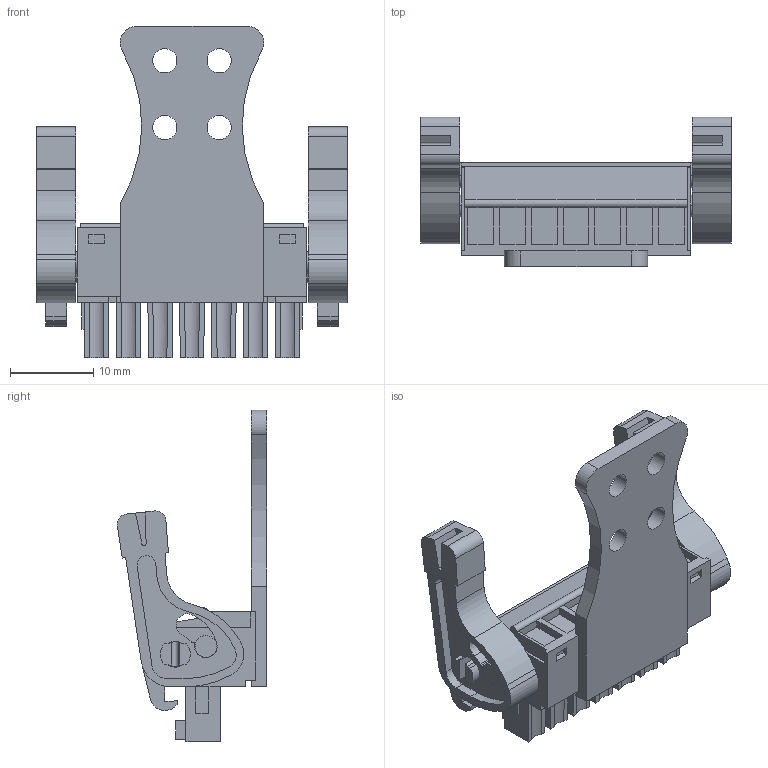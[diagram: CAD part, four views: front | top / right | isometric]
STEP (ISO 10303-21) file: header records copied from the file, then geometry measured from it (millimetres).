
FILE_DESCRIPTION(('CATIA V5R24 STEP','CAx-IF Rec.Pracs.--- Model Styling and Organization---1.2---2011-12-15'),'2;1');
FILE_NAME ('D1462187_0_2442210000_2442210000.stp','2017-10-04T13:57:36+00:00',('none'),('Weidmueller'),'CATIA Version 5-6 Release 2014 SP4 HF52','CATIA V5 STEP AP214','none');
FILE_SCHEMA(('AUTOMOTIVE_DESIGN { 1 0 10303 214 1 1 1 1 }'));
Length unit declared in the file: millimetre
Products named in the file (1): 2442210000
Bounding box: 37.26 x 17.9 x 39.75 mm (x, y, z)
Volume: 4761.5 mm3; surface area: 5573.4 mm2
Topology: 11 solids, 11 shells, 552 faces, 1461 edges, 966 vertices
Faces by surface type: plane 397, cylinder 155
Entity records: 16485 total; most frequent: CARTESIAN_POINT 2952, ORIENTED_EDGE 2906, DIRECTION 2215, EDGE_CURVE 1453, VECTOR 1079, LINE 1079, VERTEX_POINT 964, AXIS2_PLACEMENT_3D 740
